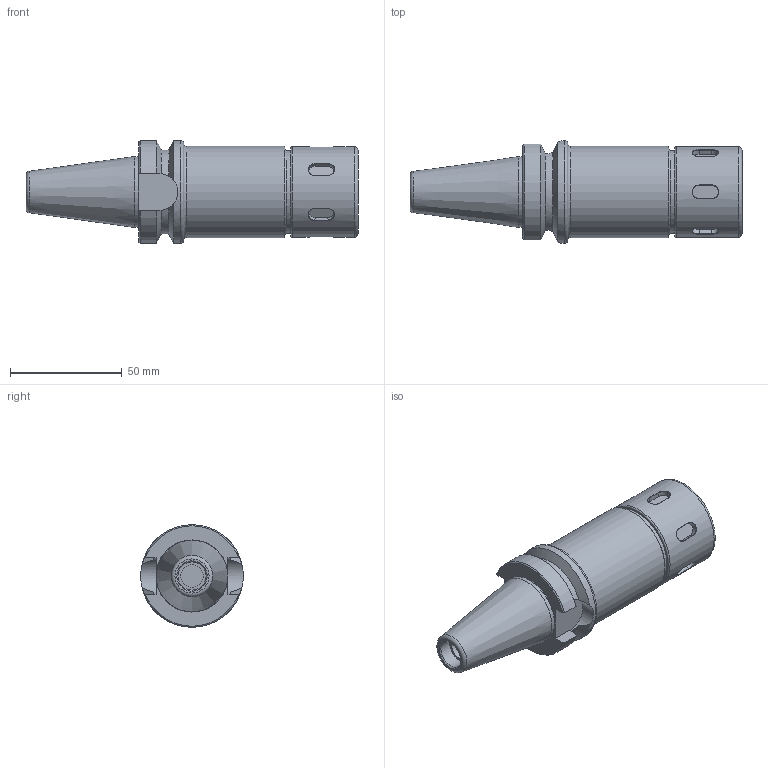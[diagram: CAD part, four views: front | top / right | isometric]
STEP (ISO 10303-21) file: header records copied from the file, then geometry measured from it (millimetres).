
FILE_DESCRIPTION(/* description */ (''),/* implementation_level */ '2;1');
FILE_NAME(/* name */ 'BT30 SK16-100.step',/* time_stamp */ '2025-10-30T10:40:09-05:00',/* author */ (''),/* organization */ (''),/* preprocessor_version */ 'ST-DEVELOPER v20.1',/* originating_system */ 'Autodesk Translation Framework v14.17.0.0',/* authorisation */ '');
FILE_SCHEMA (('AUTOMOTIVE_DESIGN { 1 0 10303 214 3 1 1 }'));
Length unit declared in the file: inch
Products named in the file (3): (Unsaved); BT30 SF.250-3.75 v3; SK16 Nut v2
Assembly tree (2 placements, depth 2):
  (Unsaved)
    BT30 SF.250-3.75 v3
    SK16 Nut v2
Bounding box: 148.51 x 45.92 x 45.92 mm (x, y, z)
Volume: 145148.3 mm3; surface area: 31259 mm2
Topology: 2 solids, 2 shells, 107 faces, 243 edges, 150 vertices
Faces by surface type: plane 47, cylinder 28, cone 12, bspline 12, torus 8
Full cylindrical faces by diameter (mm): 10.16 x1, 12.548 x1, 14 x1, 20.041 x1, 31.75 x1, 32 x1, 37.084 x1, 40.462 x1, 40.894 x1, 45.923 x1
Entity records: 3921 total; most frequent: CARTESIAN_POINT 1459, ORIENTED_EDGE 486, DIRECTION 473, EDGE_CURVE 243, AXIS2_PLACEMENT_3D 176, VERTEX_POINT 150, LINE 121, VECTOR 121
